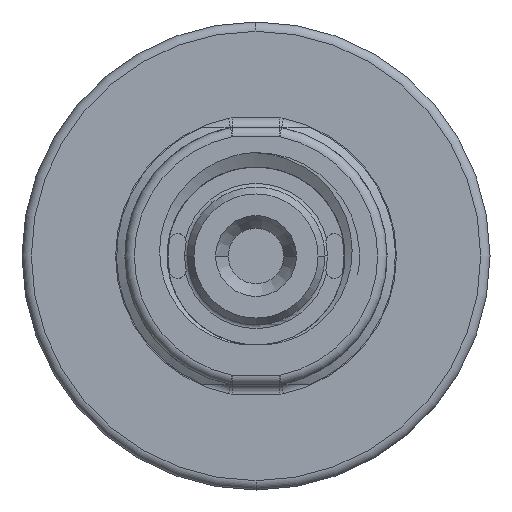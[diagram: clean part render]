
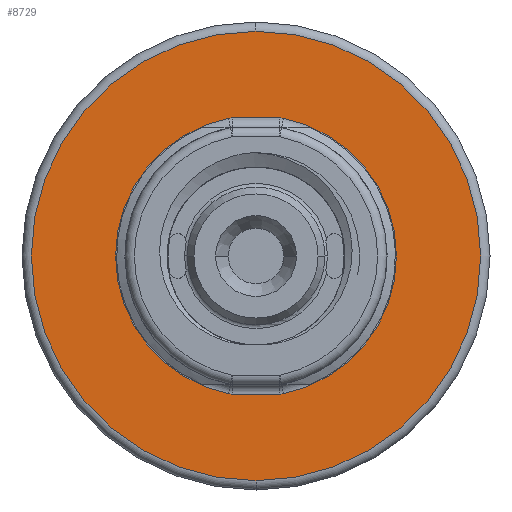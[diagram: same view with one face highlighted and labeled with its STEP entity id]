
A CAD part, front view. The second image highlights one B-rep face of the part: STEP entity #8729.
In plain terms, the highlighted planar face has unit normal (0, -1, 0).
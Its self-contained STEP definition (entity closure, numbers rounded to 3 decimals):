
#2286=CARTESIAN_POINT('',(0.,-3.,0.));
#2287=DIRECTION('',(0.,1.,0.));
#2288=DIRECTION('',(0.,0.,-1.));
#2289=AXIS2_PLACEMENT_3D('',#2286,#2287,#2288);
#2291=CARTESIAN_POINT('',(0.,-3.,0.));
#2292=DIRECTION('',(0.,1.,0.));
#2293=DIRECTION('',(0.,0.,1.));
#2294=AXIS2_PLACEMENT_3D('',#2291,#2292,#2293);
#2296=CARTESIAN_POINT('',(0.,-3.,0.));
#2297=DIRECTION('',(0.,-1.,0.));
#2298=DIRECTION('',(-0.195,0.,0.981));
#2299=AXIS2_PLACEMENT_3D('',#2296,#2297,#2298);
#2301=CARTESIAN_POINT('',(-2.537,-3.,-12.75));
#2302=DIRECTION('',(0.,-1.,0.));
#2303=DIRECTION('',(-0.195,0.,-0.981));
#2304=AXIS2_PLACEMENT_3D('',#2301,#2302,#2303);
#2306=DIRECTION('',(1.,0.,0.));
#2307=VECTOR('',#2306,5.074);
#2308=CARTESIAN_POINT('',(-2.537,-3.,-14.75));
#2309=LINE('',#2308,#2307);
#2310=CARTESIAN_POINT('',(2.537,-3.,-12.75));
#2311=DIRECTION('',(0.,-1.,0.));
#2312=DIRECTION('',(0.,0.,-1.));
#2313=AXIS2_PLACEMENT_3D('',#2310,#2311,#2312);
#2315=CARTESIAN_POINT('',(0.,-3.,0.));
#2316=DIRECTION('',(0.,-1.,0.));
#2317=DIRECTION('',(0.195,0.,-0.981));
#2318=AXIS2_PLACEMENT_3D('',#2315,#2316,#2317);
#2320=CARTESIAN_POINT('',(2.537,-3.,12.75));
#2321=DIRECTION('',(0.,-1.,0.));
#2322=DIRECTION('',(0.195,0.,0.981));
#2323=AXIS2_PLACEMENT_3D('',#2320,#2321,#2322);
#2325=DIRECTION('',(-1.,0.,0.));
#2326=VECTOR('',#2325,5.074);
#2327=CARTESIAN_POINT('',(2.537,-3.,14.75));
#2328=LINE('',#2327,#2326);
#2329=CARTESIAN_POINT('',(-2.537,-3.,12.75));
#2330=DIRECTION('',(0.,-1.,0.));
#2331=DIRECTION('',(0.,0.,1.));
#2332=AXIS2_PLACEMENT_3D('',#2329,#2330,#2331);
#5796=CARTESIAN_POINT('',(-2.928,-3.,14.712));
#5797=CARTESIAN_POINT('',(-2.928,-3.,-14.712));
#5798=VERTEX_POINT('',#5796);
#5799=VERTEX_POINT('',#5797);
#5804=CARTESIAN_POINT('',(2.928,-3.,-14.712));
#5805=CARTESIAN_POINT('',(2.928,-3.,14.712));
#5806=VERTEX_POINT('',#5804);
#5807=VERTEX_POINT('',#5805);
#5820=CARTESIAN_POINT('',(0.,-3.,-24.));
#5821=CARTESIAN_POINT('',(0.,-3.,24.));
#5822=VERTEX_POINT('',#5820);
#5823=VERTEX_POINT('',#5821);
#6059=CARTESIAN_POINT('',(-2.537,-3.,-14.75));
#6060=CARTESIAN_POINT('',(2.537,-3.,-14.75));
#6061=VERTEX_POINT('',#6059);
#6062=VERTEX_POINT('',#6060);
#6063=CARTESIAN_POINT('',(2.537,-3.,14.75));
#6064=CARTESIAN_POINT('',(-2.537,-3.,14.75));
#6065=VERTEX_POINT('',#6063);
#6066=VERTEX_POINT('',#6064);
#8701=CARTESIAN_POINT('',(0.,-3.,0.));
#8702=DIRECTION('',(0.,-1.,0.));
#8703=DIRECTION('',(0.,0.,1.));
#8704=AXIS2_PLACEMENT_3D('',#8701,#8702,#8703);
#8705=PLANE('',#8704);
#8707=ORIENTED_EDGE('',*,*,#8706,.T.);
#8709=ORIENTED_EDGE('',*,*,#8708,.T.);
#8710=EDGE_LOOP('',(#8707,#8709));
#8711=FACE_OUTER_BOUND('',#8710,.F.);
#8712=ORIENTED_EDGE('',*,*,#8691,.T.);
#8714=ORIENTED_EDGE('',*,*,#8713,.T.);
#8716=ORIENTED_EDGE('',*,*,#8715,.T.);
#8718=ORIENTED_EDGE('',*,*,#8717,.T.);
#8720=ORIENTED_EDGE('',*,*,#8719,.T.);
#8722=ORIENTED_EDGE('',*,*,#8721,.T.);
#8724=ORIENTED_EDGE('',*,*,#8723,.T.);
#8726=ORIENTED_EDGE('',*,*,#8725,.T.);
#8727=EDGE_LOOP('',(#8712,#8714,#8716,#8718,#8720,#8722,#8724,#8726));
#8728=FACE_BOUND('',#8727,.F.);
#8729=ADVANCED_FACE('',(#8711,#8728),#8705,.T.);
#2290=CIRCLE('',#2289,24.);
#2295=CIRCLE('',#2294,24.);
#2300=CIRCLE('',#2299,15.);
#2305=CIRCLE('',#2304,2.);
#2314=CIRCLE('',#2313,2.);
#2319=CIRCLE('',#2318,15.);
#2324=CIRCLE('',#2323,2.);
#2333=CIRCLE('',#2332,2.);
#8691=EDGE_CURVE('',#5798,#5799,#2300,.T.);
#8706=EDGE_CURVE('',#5822,#5823,#2290,.T.);
#8708=EDGE_CURVE('',#5823,#5822,#2295,.T.);
#8713=EDGE_CURVE('',#5799,#6061,#2305,.T.);
#8715=EDGE_CURVE('',#6061,#6062,#2309,.T.);
#8717=EDGE_CURVE('',#6062,#5806,#2314,.T.);
#8719=EDGE_CURVE('',#5806,#5807,#2319,.T.);
#8721=EDGE_CURVE('',#5807,#6065,#2324,.T.);
#8723=EDGE_CURVE('',#6065,#6066,#2328,.T.);
#8725=EDGE_CURVE('',#6066,#5798,#2333,.T.);
